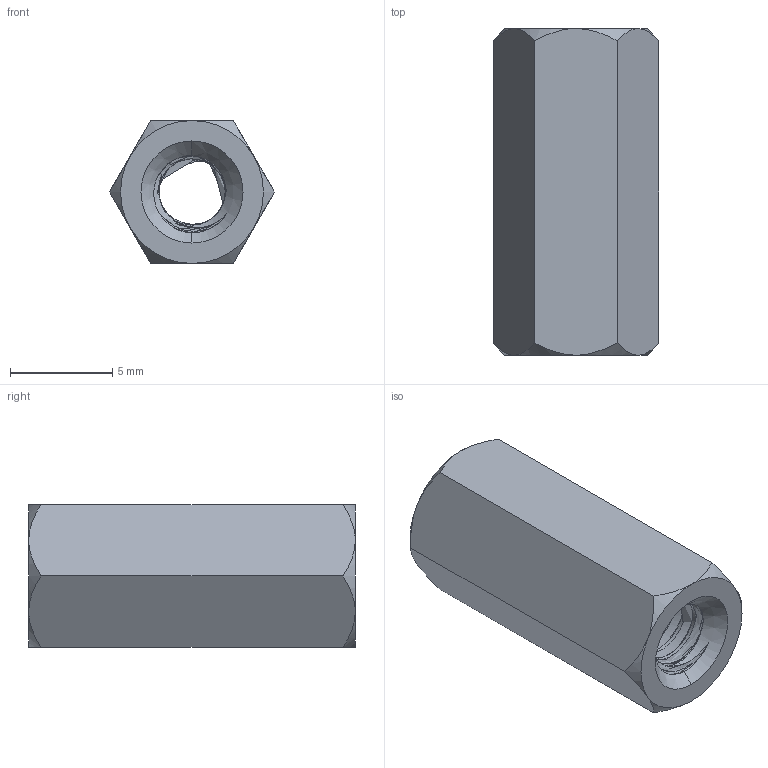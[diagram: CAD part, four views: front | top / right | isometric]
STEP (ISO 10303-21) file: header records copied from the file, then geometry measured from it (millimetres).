
FILE_DESCRIPTION (( 'STEP AP214' ), '1' );
FILE_NAME ('09-0003.step', '2020-04-06T07:10:24', ( '' ), ( '' ), 'SwSTEP 2.0', 'SolidWorks 2020', '' );
FILE_SCHEMA (( 'AUTOMOTIVE_DESIGN' ));
Length unit declared in the file: millimetre
Products named in the file (1): 09-0003
Bounding box: 8.08 x 16 x 7 mm (x, y, z)
Volume: 509.7 mm3; surface area: 722.4 mm2
Topology: 1 solids, 1 shells, 72 faces, 198 edges, 128 vertices
Faces by surface type: cylinder 44, cone 17, plane 8, bspline 3
Entity records: 9683 total; most frequent: CARTESIAN_POINT 8110, ORIENTED_EDGE 396, DIRECTION 230, EDGE_CURVE 198, VERTEX_POINT 128, AXIS2_PLACEMENT_3D 88, B_SPLINE_CURVE_WITH_KNOTS 80, EDGE_LOOP 74
